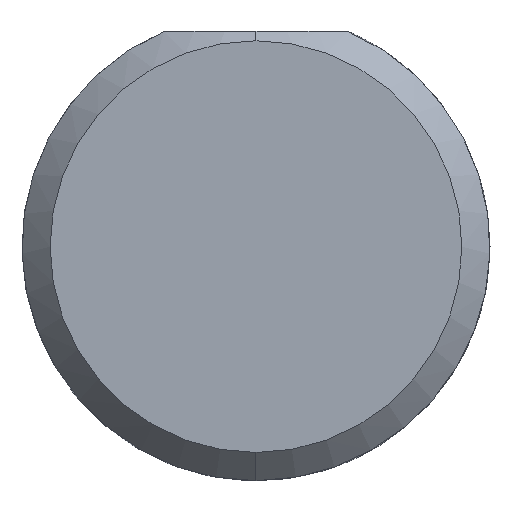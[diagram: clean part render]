
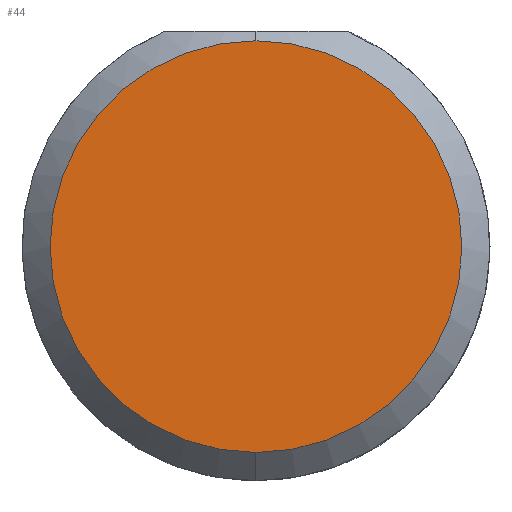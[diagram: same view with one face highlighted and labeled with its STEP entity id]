
A CAD part, left-side view. The second image highlights one B-rep face of the part: STEP entity #44.
In plain terms, the highlighted planar face has unit normal (-1, 0, 0).
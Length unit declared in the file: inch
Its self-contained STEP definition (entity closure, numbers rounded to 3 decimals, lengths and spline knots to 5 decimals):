
#38 = AXIS2_PLACEMENT_3D ( 'NONE', #275, #673, #466 ) ;
#44 = ADVANCED_FACE ( 'NONE', ( #801 ), #423, .F. ) ;
#53 = VERTEX_POINT ( 'NONE', #472 ) ;
#69 = DIRECTION ( 'NONE',  ( 0., 0., -1. ) ) ;
#80 = CARTESIAN_POINT ( 'NONE',  ( 0., 0., 0. ) ) ;
#211 = DIRECTION ( 'NONE',  ( -1., 0., 0. ) ) ;
#275 = CARTESIAN_POINT ( 'NONE',  ( 0., 0., 0. ) ) ;
#277 = AXIS2_PLACEMENT_3D ( 'NONE', #417, #211, #69 ) ;
#307 = CIRCLE ( 'NONE', #277, 0.10985 ) ;
#355 = EDGE_CURVE ( 'NONE', #53, #653, #307, .T. ) ;
#367 = EDGE_CURVE ( 'NONE', #653, #53, #868, .T. ) ;
#389 = AXIS2_PLACEMENT_3D ( 'NONE', #80, #622, #608 ) ;
#393 = ORIENTED_EDGE ( 'NONE', *, *, #367, .T. ) ;
#398 = CARTESIAN_POINT ( 'NONE',  ( 0., 0., 0.10985 ) ) ;
#417 = CARTESIAN_POINT ( 'NONE',  ( 0., 0., 0. ) ) ;
#423 = PLANE ( 'NONE',  #38 ) ;
#466 = DIRECTION ( 'NONE',  ( 0., 0., -1. ) ) ;
#472 = CARTESIAN_POINT ( 'NONE',  ( 0., 0., -0.10985 ) ) ;
#515 = ORIENTED_EDGE ( 'NONE', *, *, #355, .T. ) ;
#608 = DIRECTION ( 'NONE',  ( 0., 0., -1. ) ) ;
#622 = DIRECTION ( 'NONE',  ( -1., 0., 0. ) ) ;
#653 = VERTEX_POINT ( 'NONE', #398 ) ;
#673 = DIRECTION ( 'NONE',  ( 1., 0., 0. ) ) ;
#801 = FACE_OUTER_BOUND ( 'NONE', #869, .T. ) ;
#868 = CIRCLE ( 'NONE', #389, 0.10985 ) ;
#869 = EDGE_LOOP ( 'NONE', ( #515, #393 ) ) ;
